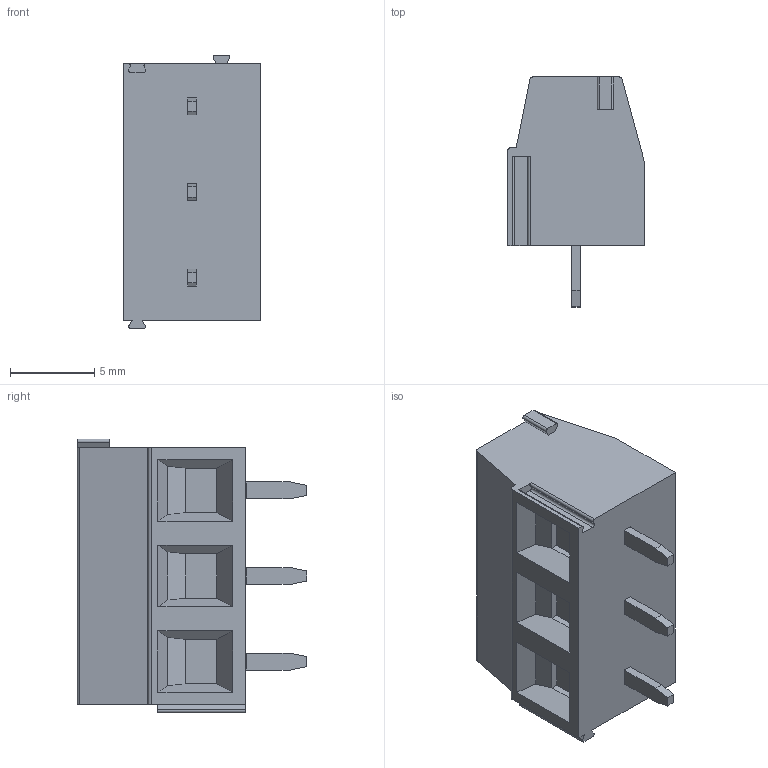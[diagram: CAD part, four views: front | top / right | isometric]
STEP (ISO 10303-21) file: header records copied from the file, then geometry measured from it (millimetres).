
FILE_DESCRIPTION((''),'2;1');
FILE_NAME('TL308V','2024-12-14T',('yanfa'),(''),'PRO/ENGINEER BY PARAMETRIC TECHNOLOGY CORPORATION, 2009280','PRO/ENGINEER BY PARAMETRIC TECHNOLOGY CORPORATION, 2009280','');
FILE_SCHEMA(('AUTOMOTIVE_DESIGN_CC2 { 1 2 10303 214 -1 1 5 2 }'));
Length unit declared in the file: millimetre
Products named in the file (1): TL308V
Bounding box: 8.1 x 13.65 x 16.24 mm (x, y, z)
Volume: 1035.7 mm3; surface area: 846 mm2
Topology: 1 solids, 1 shells, 152 faces, 387 edges, 246 vertices
Faces by surface type: plane 93, cylinder 41, cone 12, torus 6
Entity records: 4635 total; most frequent: CARTESIAN_POINT 881, DIRECTION 779, ORIENTED_EDGE 774, EDGE_CURVE 387, VECTOR 275, LINE 275, AXIS2_PLACEMENT_3D 252, VERTEX_POINT 246
